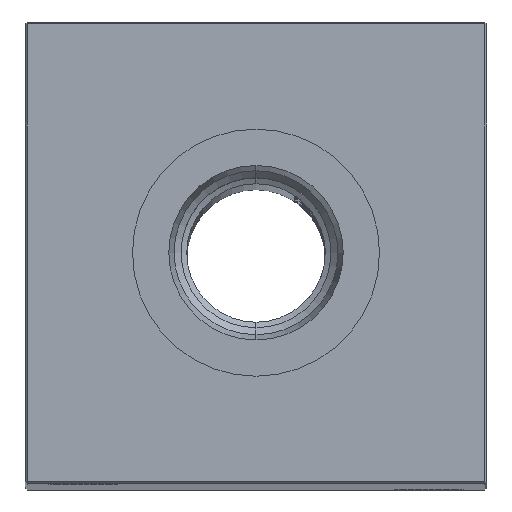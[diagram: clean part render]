
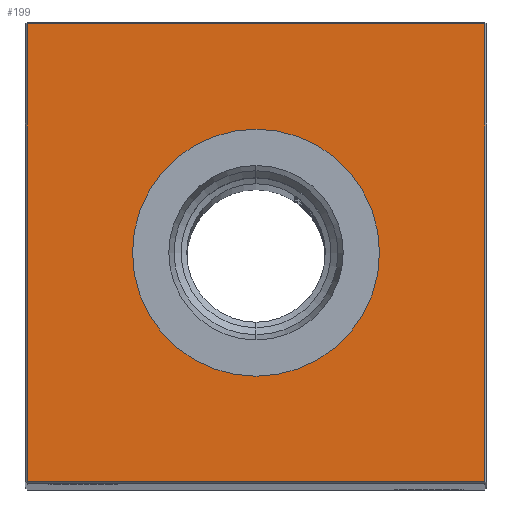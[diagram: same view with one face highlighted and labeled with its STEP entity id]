
A CAD part, top view. The second image highlights one B-rep face of the part: STEP entity #199.
In plain terms, the highlighted planar face has unit normal (0, 0, 1).
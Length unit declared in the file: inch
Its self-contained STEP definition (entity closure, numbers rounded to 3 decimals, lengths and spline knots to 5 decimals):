
#52 = LINE ( 'NONE', #12992, #771 ) ;
#199 = ADVANCED_FACE ( 'NONE', ( #11977, #24743 ), #20839, .F. ) ;
#719 = EDGE_CURVE ( 'NONE', #1868, #2123, #3728, .T. ) ;
#771 = VECTOR ( 'NONE', #9199, 39.37008 ) ;
#862 = DIRECTION ( 'NONE',  ( -1., 0., 0. ) ) ;
#920 = CARTESIAN_POINT ( 'NONE',  ( 0., 0., 20.5 ) ) ;
#1229 = DIRECTION ( 'NONE',  ( 0., -1., 0. ) ) ;
#1243 = EDGE_LOOP ( 'NONE', ( #1980, #3363, #14363, #3654 ) ) ;
#1505 = DIRECTION ( 'NONE',  ( -1., 0., 0. ) ) ;
#1868 = VERTEX_POINT ( 'NONE', #13446 ) ;
#1909 = DIRECTION ( 'NONE',  ( -1., 0., 0. ) ) ;
#1980 = ORIENTED_EDGE ( 'NONE', *, *, #3955, .T. ) ;
#2123 = VERTEX_POINT ( 'NONE', #8188 ) ;
#3363 = ORIENTED_EDGE ( 'NONE', *, *, #11647, .T. ) ;
#3473 = LINE ( 'NONE', #19314, #14485 ) ;
#3654 = ORIENTED_EDGE ( 'NONE', *, *, #25558, .T. ) ;
#3728 = LINE ( 'NONE', #5608, #3873 ) ;
#3873 = VECTOR ( 'NONE', #12883, 39.37008 ) ;
#3895 = EDGE_LOOP ( 'NONE', ( #20888, #20193 ) ) ;
#3955 = EDGE_CURVE ( 'NONE', #22118, #16164, #16213, .T. ) ;
#4367 = AXIS2_PLACEMENT_3D ( 'NONE', #24121, #24262, #1909 ) ;
#5608 = CARTESIAN_POINT ( 'NONE',  ( 1.24, 0., 20.5 ) ) ;
#7692 = EDGE_CURVE ( 'NONE', #11020, #24825, #25211, .T. ) ;
#8044 = CARTESIAN_POINT ( 'NONE',  ( 0., -0.66929, 20.5 ) ) ;
#8188 = CARTESIAN_POINT ( 'NONE',  ( 1.24, 1.24, 20.5 ) ) ;
#8231 = CIRCLE ( 'NONE', #25852, 0.66929 ) ;
#9199 = DIRECTION ( 'NONE',  ( -1., 0., 0. ) ) ;
#11020 = VERTEX_POINT ( 'NONE', #27558 ) ;
#11647 = EDGE_CURVE ( 'NONE', #16164, #1868, #3473, .T. ) ;
#11977 = FACE_OUTER_BOUND ( 'NONE', #1243, .T. ) ;
#12883 = DIRECTION ( 'NONE',  ( 0., 1., 0. ) ) ;
#12992 = CARTESIAN_POINT ( 'NONE',  ( 0., 1.24, 20.5 ) ) ;
#13311 = VECTOR ( 'NONE', #1229, 39.37008 ) ;
#13446 = CARTESIAN_POINT ( 'NONE',  ( 1.24, -1.24, 20.5 ) ) ;
#14363 = ORIENTED_EDGE ( 'NONE', *, *, #719, .T. ) ;
#14485 = VECTOR ( 'NONE', #19999, 39.37008 ) ;
#16164 = VERTEX_POINT ( 'NONE', #18708 ) ;
#16213 = LINE ( 'NONE', #21274, #13311 ) ;
#18316 = DIRECTION ( 'NONE',  ( 0., 0., -1. ) ) ;
#18708 = CARTESIAN_POINT ( 'NONE',  ( -1.24, -1.24, 20.5 ) ) ;
#19314 = CARTESIAN_POINT ( 'NONE',  ( 0., -1.24, 20.5 ) ) ;
#19999 = DIRECTION ( 'NONE',  ( 1., 0., 0. ) ) ;
#20193 = ORIENTED_EDGE ( 'NONE', *, *, #26855, .T. ) ;
#20650 = CARTESIAN_POINT ( 'NONE',  ( -1.24, 1.24, 20.5 ) ) ;
#20839 = PLANE ( 'NONE',  #27043 ) ;
#20888 = ORIENTED_EDGE ( 'NONE', *, *, #7692, .T. ) ;
#21274 = CARTESIAN_POINT ( 'NONE',  ( -1.24, 0., 20.5 ) ) ;
#22118 = VERTEX_POINT ( 'NONE', #20650 ) ;
#24121 = CARTESIAN_POINT ( 'NONE',  ( 0., 0., 20.5 ) ) ;
#24262 = DIRECTION ( 'NONE',  ( 0., 0., -1. ) ) ;
#24743 = FACE_BOUND ( 'NONE', #3895, .T. ) ;
#24825 = VERTEX_POINT ( 'NONE', #8044 ) ;
#25211 = CIRCLE ( 'NONE', #4367, 0.66929 ) ;
#25389 = CARTESIAN_POINT ( 'NONE',  ( 0., 0., 20.5 ) ) ;
#25558 = EDGE_CURVE ( 'NONE', #2123, #22118, #52, .T. ) ;
#25852 = AXIS2_PLACEMENT_3D ( 'NONE', #25389, #18316, #862 ) ;
#26855 = EDGE_CURVE ( 'NONE', #24825, #11020, #8231, .T. ) ;
#27043 = AXIS2_PLACEMENT_3D ( 'NONE', #920, #27060, #1505 ) ;
#27060 = DIRECTION ( 'NONE',  ( 0., 0., -1. ) ) ;
#27558 = CARTESIAN_POINT ( 'NONE',  ( 0., 0.66929, 20.5 ) ) ;
